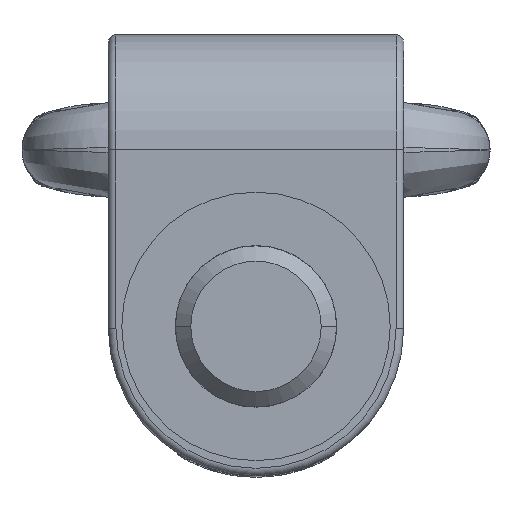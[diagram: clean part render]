
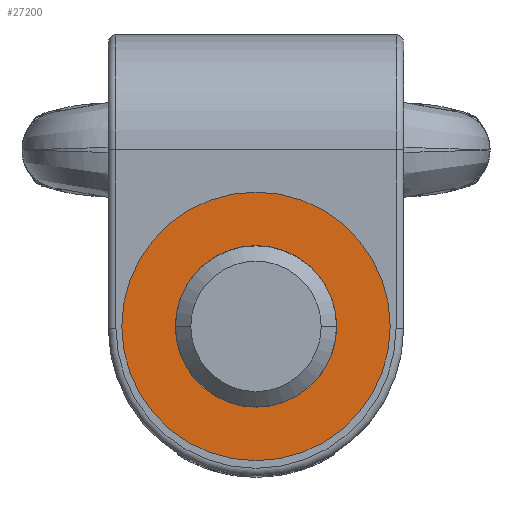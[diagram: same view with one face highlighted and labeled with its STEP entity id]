
A CAD part, front view. The second image highlights one B-rep face of the part: STEP entity #27200.
In plain terms, the highlighted face is planar.
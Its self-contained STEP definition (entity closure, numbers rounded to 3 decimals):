
#27039=CARTESIAN_POINT('',(0.,0.,38.5));
#27040=DIRECTION('',(0.,0.,-1.));
#27041=DIRECTION('',(1.,0.,0.));
#27042=AXIS2_PLACEMENT_3D('',#27039,#27040,#27041);
#27044=CARTESIAN_POINT('',(0.,0.,38.5));
#27045=DIRECTION('',(0.,0.,1.));
#27046=DIRECTION('',(1.,0.,0.));
#27047=AXIS2_PLACEMENT_3D('',#27044,#27045,#27046);
#27049=CARTESIAN_POINT('',(0.,0.,38.5));
#27050=DIRECTION('',(0.,0.,1.));
#27051=DIRECTION('',(1.,0.,0.));
#27052=AXIS2_PLACEMENT_3D('',#27049,#27050,#27051);
#27062=CARTESIAN_POINT('',(0.,0.,38.5));
#27063=DIRECTION('',(0.,0.,-1.));
#27064=DIRECTION('',(1.,0.,0.));
#27065=AXIS2_PLACEMENT_3D('',#27062,#27063,#27064);
#27151=CARTESIAN_POINT('',(35.,0.,38.5));
#27153=VERTEX_POINT('',#27151);
#27164=CARTESIAN_POINT('',(21.05,0.,38.5));
#27166=VERTEX_POINT('',#27164);
#27167=CARTESIAN_POINT('',(-35.,0.,38.5));
#27169=VERTEX_POINT('',#27167);
#27180=CARTESIAN_POINT('',(-21.05,0.,38.5));
#27182=VERTEX_POINT('',#27180);
#27183=CARTESIAN_POINT('',(0.,0.,38.5));
#27184=DIRECTION('',(0.,0.,1.));
#27185=DIRECTION('',(-1.,0.,0.));
#27186=AXIS2_PLACEMENT_3D('',#27183,#27184,#27185);
#27187=PLANE('',#27186);
#27189=ORIENTED_EDGE('',*,*,#27188,.F.);
#27191=ORIENTED_EDGE('',*,*,#27190,.T.);
#27192=EDGE_LOOP('',(#27189,#27191));
#27193=FACE_OUTER_BOUND('',#27192,.F.);
#27195=ORIENTED_EDGE('',*,*,#27194,.F.);
#27197=ORIENTED_EDGE('',*,*,#27196,.T.);
#27198=EDGE_LOOP('',(#27195,#27197));
#27199=FACE_BOUND('',#27198,.F.);
#27200=ADVANCED_FACE('',(#27193,#27199),#27187,.T.);
#27043=CIRCLE('',#27042,21.05);
#27048=CIRCLE('',#27047,21.05);
#27053=CIRCLE('',#27052,35.);
#27066=CIRCLE('',#27065,35.);
#27188=EDGE_CURVE('',#27153,#27169,#27053,.T.);
#27190=EDGE_CURVE('',#27153,#27169,#27066,.T.);
#27194=EDGE_CURVE('',#27166,#27182,#27043,.T.);
#27196=EDGE_CURVE('',#27166,#27182,#27048,.T.);
